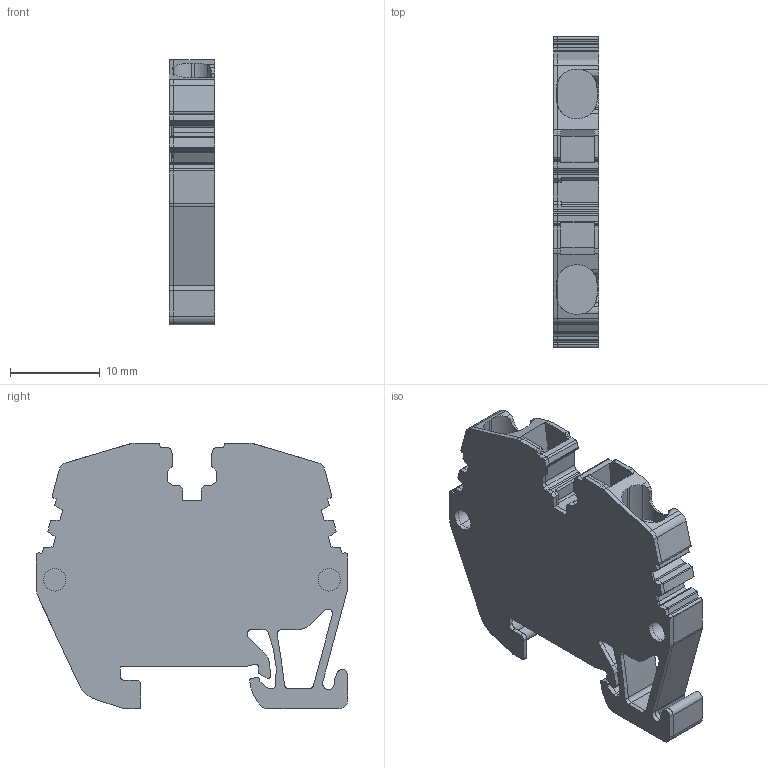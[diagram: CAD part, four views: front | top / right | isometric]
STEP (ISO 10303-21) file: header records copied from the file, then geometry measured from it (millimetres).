
FILE_DESCRIPTION(('CATIA V5R22 STEP214','CAx-IF Rec.Pracs.--- Model Styling and Organization---1.4--- 2014-01-23'),'2;1');
FILE_NAME ('019636-3_0', '2021-04-13T04:53:58+00:00', ('Weidmueller Interface'), ('Weidmueller'), 'CATIA Version 5-6 Release 2016 SP3 HF44', 'CATIA V5 STEP AP214', 'none');
FILE_SCHEMA(('AUTOMOTIVE_DESIGN { 1 0 10303 214 1 1 1 1 }'));
Length unit declared in the file: millimetre
Products named in the file (1): ZPEA 2.5-2_AllCATPart
Bounding box: 5.1 x 34.7 x 29.65 mm (x, y, z)
Volume: 3224 mm3; surface area: 4306.4 mm2
Topology: 2 solids, 2 shells, 461 faces, 1373 edges, 920 vertices
Faces by surface type: plane 272, cylinder 185, bspline 2, cone 2
Entity records: 14352 total; most frequent: CARTESIAN_POINT 2917, ORIENTED_EDGE 2746, DIRECTION 1784, EDGE_CURVE 1373, VECTOR 950, LINE 950, VERTEX_POINT 920, AXIS2_PLACEMENT_3D 593
